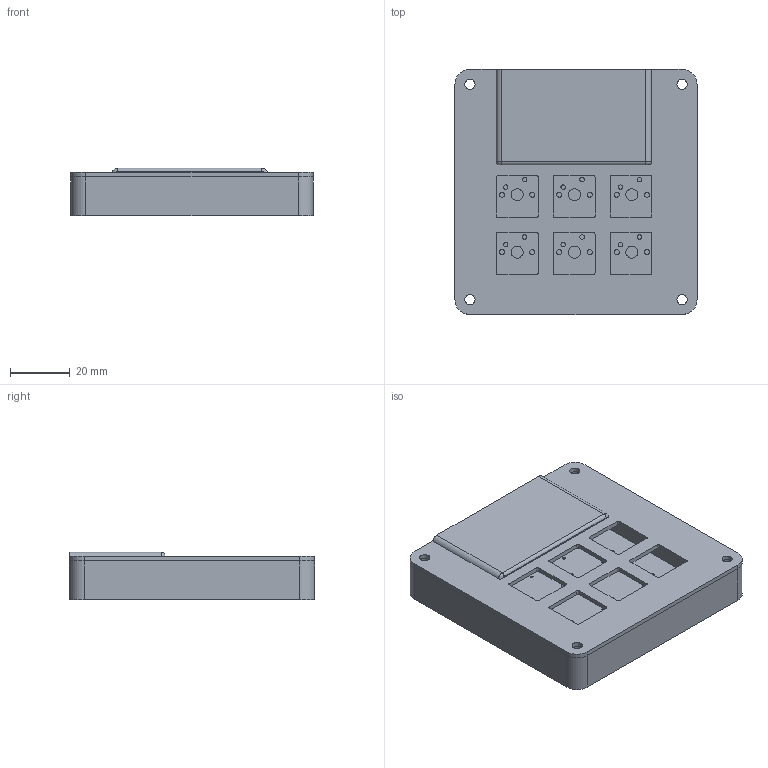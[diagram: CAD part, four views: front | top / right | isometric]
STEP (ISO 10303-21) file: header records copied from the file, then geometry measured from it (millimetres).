
FILE_DESCRIPTION(/* description */ (''),/* implementation_level */ '2;1');
FILE_NAME(/* name */ 'Hackpad.step',/* time_stamp */ '2025-12-10T19:27:09-05:00',/* author */ (''),/* organization */ (''),/* preprocessor_version */ 'ST-DEVELOPER v20.1',/* originating_system */ 'Autodesk Translation Framework v14.21.0.0',/* authorisation */ '');
FILE_SCHEMA (('AUTOMOTIVE_DESIGN { 1 0 10303 214 3 1 1 }'));
Length unit declared in the file: millimetre
Products named in the file (4): 2025-10-19-09-50-38-813; 2025-10-18-18-09-17-701; Macropad 1; Macropad_PCB
Assembly tree (3 placements, depth 3):
  2025-10-19-09-50-38-813
    2025-10-18-18-09-17-701
    Macropad 1
      Macropad_PCB
Bounding box: 81 x 82.05 x 15.9 mm (x, y, z)
Volume: 60042.5 mm3; surface area: 40475.5 mm2
Topology: 3 solids, 3 shells, 153 faces, 427 edges, 284 vertices
Faces by surface type: cylinder 91, plane 60, bspline 2
Full cylindrical faces by diameter (mm): 0.889 x14, 1.5 x12, 1.7 x12, 3.4 x8, 4 x6, 6 x4
Entity records: 5356 total; most frequent: DIRECTION 925, CARTESIAN_POINT 905, ORIENTED_EDGE 854, EDGE_CURVE 427, AXIS2_PLACEMENT_3D 342, VERTEX_POINT 284, EDGE_LOOP 273, LINE 241
